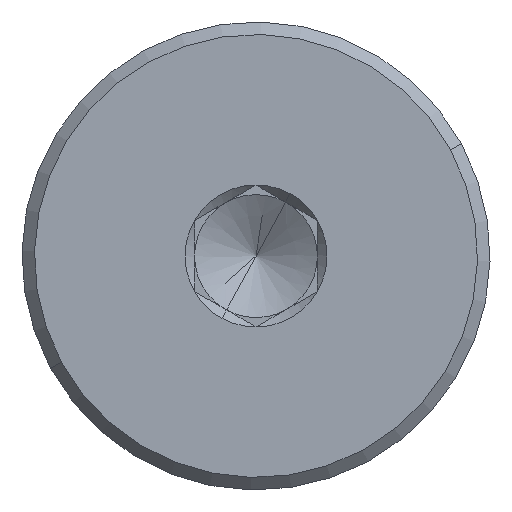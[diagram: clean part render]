
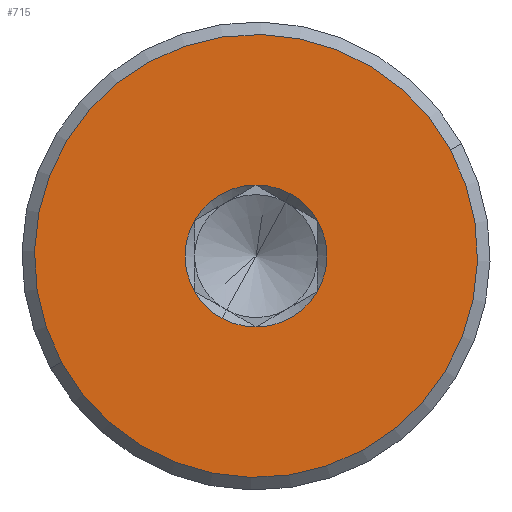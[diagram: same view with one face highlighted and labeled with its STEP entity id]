
A CAD part, top view. The second image highlights one B-rep face of the part: STEP entity #715.
In plain terms, the highlighted planar face has unit normal (0, 0, 1).
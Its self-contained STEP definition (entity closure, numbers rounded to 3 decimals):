
#514=AXIS2_PLACEMENT_3D('Circle Axis2P3D',#512,#513,$) ;
#531=AXIS2_PLACEMENT_3D('Circle Axis2P3D',#529,#530,$) ;
#542=AXIS2_PLACEMENT_3D('Circle Axis2P3D',#540,#541,$) ;
#553=AXIS2_PLACEMENT_3D('Circle Axis2P3D',#551,#552,$) ;
#571=AXIS2_PLACEMENT_3D('Circle Axis2P3D',#569,#570,$) ;
#582=AXIS2_PLACEMENT_3D('Circle Axis2P3D',#580,#581,$) ;
#592=AXIS2_PLACEMENT_3D('Circle Axis2P3D',#590,#591,$) ;
#602=AXIS2_PLACEMENT_3D('Circle Axis2P3D',#600,#601,$) ;
#685=AXIS2_PLACEMENT_3D('Plane Axis2P3D',#682,#683,#684) ;
#689=AXIS2_PLACEMENT_3D('Circle Axis2P3D',#687,#688,$) ;
#698=AXIS2_PLACEMENT_3D('Circle Axis2P3D',#696,#697,$) ;
#265=CARTESIAN_POINT('Vertex',(26.676,30.691,31.5)) ;
#281=CARTESIAN_POINT('Vertex',(36.176,25.206,31.5)) ;
#327=CARTESIAN_POINT('Vertex',(26.676,41.66,31.5)) ;
#367=CARTESIAN_POINT('Vertex',(45.676,30.691,31.5)) ;
#407=CARTESIAN_POINT('Vertex',(45.676,41.66,31.5)) ;
#447=CARTESIAN_POINT('Vertex',(36.176,47.145,31.5)) ;
#512=CARTESIAN_POINT('Axis2P3D Location',(36.176,36.176,31.5)) ;
#526=CARTESIAN_POINT('Vertex',(41.435,45.802,31.5)) ;
#529=CARTESIAN_POINT('Axis2P3D Location',(36.176,36.176,31.5)) ;
#540=CARTESIAN_POINT('Axis2P3D Location',(36.176,36.176,31.5)) ;
#551=CARTESIAN_POINT('Axis2P3D Location',(36.176,36.176,31.5)) ;
#555=CARTESIAN_POINT('Vertex',(30.916,26.549,31.5)) ;
#569=CARTESIAN_POINT('Axis2P3D Location',(36.176,36.176,31.5)) ;
#580=CARTESIAN_POINT('Axis2P3D Location',(36.176,36.176,31.5)) ;
#590=CARTESIAN_POINT('Axis2P3D Location',(36.176,36.176,31.5)) ;
#600=CARTESIAN_POINT('Axis2P3D Location',(36.176,36.176,31.5)) ;
#682=CARTESIAN_POINT('Axis2P3D Location',(36.176,36.176,31.5)) ;
#687=CARTESIAN_POINT('Axis2P3D Location',(36.176,36.176,31.5)) ;
#691=CARTESIAN_POINT('Vertex',(6.131,19.762,31.5)) ;
#693=CARTESIAN_POINT('Vertex',(66.22,52.589,31.5)) ;
#696=CARTESIAN_POINT('Axis2P3D Location',(36.176,36.176,31.5)) ;
#513=DIRECTION('Axis2P3D Direction',(0.,0.,1.)) ;
#530=DIRECTION('Axis2P3D Direction',(0.,0.,1.)) ;
#541=DIRECTION('Axis2P3D Direction',(0.,0.,1.)) ;
#552=DIRECTION('Axis2P3D Direction',(0.,0.,1.)) ;
#570=DIRECTION('Axis2P3D Direction',(0.,0.,1.)) ;
#581=DIRECTION('Axis2P3D Direction',(0.,0.,1.)) ;
#591=DIRECTION('Axis2P3D Direction',(0.,0.,1.)) ;
#601=DIRECTION('Axis2P3D Direction',(0.,0.,1.)) ;
#683=DIRECTION('Axis2P3D Direction',(-0.,0.,1.)) ;
#684=DIRECTION('Axis2P3D XDirection',(0.,-1.,0.)) ;
#688=DIRECTION('Axis2P3D Direction',(-0.,0.,1.)) ;
#697=DIRECTION('Axis2P3D Direction',(-0.,0.,1.)) ;
#702=ORIENTED_EDGE('',*,*,#695,.T.) ;
#703=ORIENTED_EDGE('',*,*,#700,.T.) ;
#706=ORIENTED_EDGE('',*,*,#594,.T.) ;
#707=ORIENTED_EDGE('',*,*,#516,.T.) ;
#708=ORIENTED_EDGE('',*,*,#533,.T.) ;
#709=ORIENTED_EDGE('',*,*,#544,.T.) ;
#710=ORIENTED_EDGE('',*,*,#604,.T.) ;
#711=ORIENTED_EDGE('',*,*,#584,.T.) ;
#712=ORIENTED_EDGE('',*,*,#573,.T.) ;
#713=ORIENTED_EDGE('',*,*,#557,.T.) ;
#714=FACE_BOUND('',#705,.T.) ;
#715=ADVANCED_FACE('Stopper Plug_2-1/2NPT.1\\Koerper.2',(#704,#714),#686,.T.) ;
#515=CIRCLE('generated circle',#514,10.97) ;
#532=CIRCLE('generated circle',#531,10.97) ;
#543=CIRCLE('generated circle',#542,10.97) ;
#554=CIRCLE('generated circle',#553,10.97) ;
#572=CIRCLE('generated circle',#571,10.97) ;
#583=CIRCLE('generated circle',#582,10.97) ;
#593=CIRCLE('generated circle',#592,10.97) ;
#603=CIRCLE('generated circle',#602,10.97) ;
#690=CIRCLE('generated circle',#689,34.236) ;
#699=CIRCLE('generated circle',#698,34.236) ;
#516=EDGE_CURVE('',#328,#448,#515,.F.) ;
#533=EDGE_CURVE('',#448,#527,#532,.F.) ;
#544=EDGE_CURVE('',#527,#408,#543,.F.) ;
#557=EDGE_CURVE('',#556,#266,#554,.F.) ;
#573=EDGE_CURVE('',#282,#556,#572,.F.) ;
#584=EDGE_CURVE('',#368,#282,#583,.F.) ;
#594=EDGE_CURVE('',#266,#328,#593,.F.) ;
#604=EDGE_CURVE('',#408,#368,#603,.F.) ;
#695=EDGE_CURVE('',#692,#694,#690,.T.) ;
#700=EDGE_CURVE('',#694,#692,#699,.T.) ;
#701=EDGE_LOOP('',(#702,#703)) ;
#705=EDGE_LOOP('',(#706,#707,#708,#709,#710,#711,#712,#713)) ;
#704=FACE_OUTER_BOUND('',#701,.T.) ;
#686=PLANE('',#685) ;
#266=VERTEX_POINT('',#265) ;
#282=VERTEX_POINT('',#281) ;
#328=VERTEX_POINT('',#327) ;
#368=VERTEX_POINT('',#367) ;
#408=VERTEX_POINT('',#407) ;
#448=VERTEX_POINT('',#447) ;
#527=VERTEX_POINT('',#526) ;
#556=VERTEX_POINT('',#555) ;
#692=VERTEX_POINT('',#691) ;
#694=VERTEX_POINT('',#693) ;
